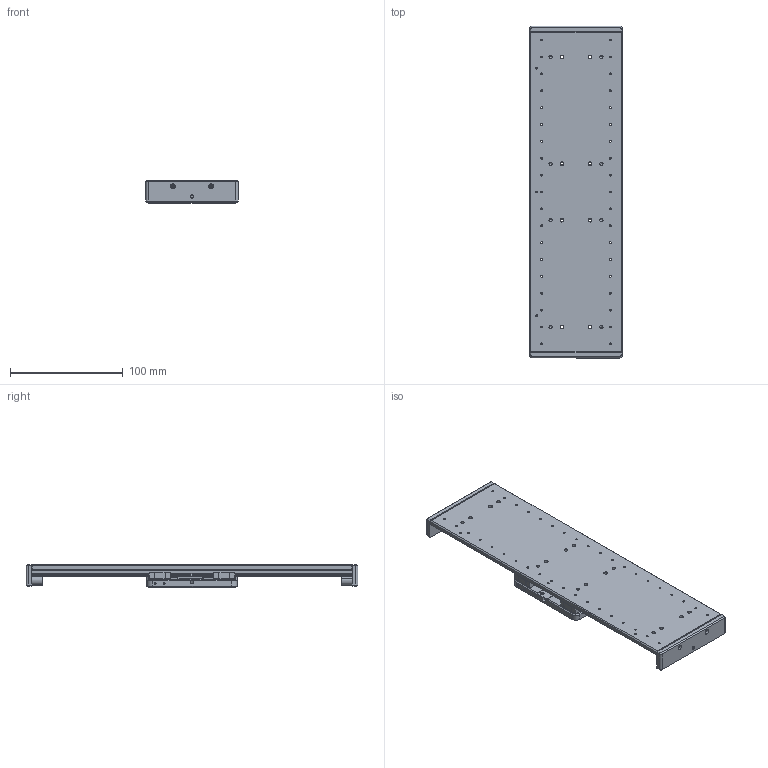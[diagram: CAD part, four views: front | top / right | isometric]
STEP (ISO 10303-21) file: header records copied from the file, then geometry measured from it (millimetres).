
FILE_DESCRIPTION (( 'STEP AP203' ), '1' );
FILE_NAME ('LS200x.Indus-web.STEP', '2024-06-04T07:28:28', ( '' ), ( '' ), 'SwSTEP 2.0', 'SolidWorks 2020', '' );
FILE_SCHEMA (( 'CONFIG_CONTROL_DESIGN' ));
Length unit declared in the file: millimetre
Products named in the file (1): LS200x.Indus-web
Bounding box: 82 x 295 x 20 mm (x, y, z)
Volume: 256971.2 mm3; surface area: 100732.6 mm2
Topology: 12 solids, 12 shells, 1205 faces, 3248 edges, 2048 vertices
Faces by surface type: cylinder 542, plane 524, cone 139
Entity records: 38148 total; most frequent: CARTESIAN_POINT 6880, DIRECTION 6745, ORIENTED_EDGE 6348, EDGE_CURVE 3174, AXIS2_PLACEMENT_3D 2433, VERTEX_POINT 2048, LINE 1879, VECTOR 1879
